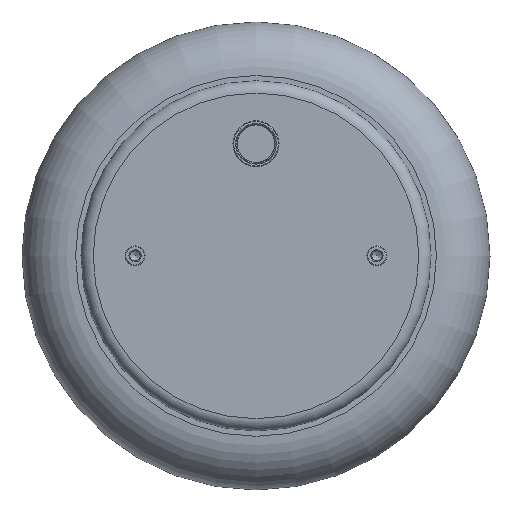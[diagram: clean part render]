
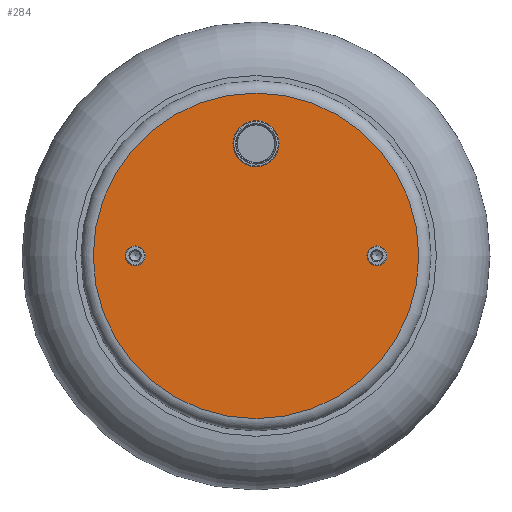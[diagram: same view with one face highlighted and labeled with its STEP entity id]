
A CAD part, top view. The second image highlights one B-rep face of the part: STEP entity #284.
In plain terms, the highlighted planar face has unit normal (0, 0, 1).
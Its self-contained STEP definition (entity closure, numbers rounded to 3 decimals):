
#284=ADVANCED_FACE('',(#409,#410,#411,#412),#384,.T.);
#384=PLANE('',#1284);
#409=FACE_BOUND('',#591,.T.);
#410=FACE_BOUND('',#592,.T.);
#411=FACE_BOUND('',#593,.T.);
#412=FACE_BOUND('',#594,.T.);
#591=EDGE_LOOP('',(#775));
#592=EDGE_LOOP('',(#776));
#593=EDGE_LOOP('',(#777));
#594=EDGE_LOOP('',(#778));
#775=ORIENTED_EDGE('',*,*,#1083,.T.);
#776=ORIENTED_EDGE('',*,*,#1084,.F.);
#777=ORIENTED_EDGE('',*,*,#1085,.F.);
#778=ORIENTED_EDGE('',*,*,#1086,.T.);
#979=VERTEX_POINT('',#1860);
#980=VERTEX_POINT('',#1862);
#981=VERTEX_POINT('',#1864);
#982=VERTEX_POINT('',#1866);
#1083=EDGE_CURVE('',#979,#979,#1185,.T.);
#1084=EDGE_CURVE('',#980,#980,#1186,.T.);
#1085=EDGE_CURVE('',#981,#981,#1187,.T.);
#1086=EDGE_CURVE('',#982,#982,#1188,.T.);
#1185=CIRCLE('',#1280,15.);
#1186=CIRCLE('',#1281,6.5);
#1187=CIRCLE('',#1282,6.5);
#1188=CIRCLE('',#1283,106.);
#1280=AXIS2_PLACEMENT_3D('',#1859,#1474,#1475);
#1281=AXIS2_PLACEMENT_3D('',#1861,#1476,#1477);
#1282=AXIS2_PLACEMENT_3D('',#1863,#1478,#1479);
#1283=AXIS2_PLACEMENT_3D('',#1865,#1480,#1481);
#1284=AXIS2_PLACEMENT_3D('',#1867,#1482,#1483);
#1474=DIRECTION('',(0.,0.,-1.));
#1475=DIRECTION('',(1.,0.,0.));
#1476=DIRECTION('',(0.,0.,1.));
#1477=DIRECTION('',(1.,0.,0.));
#1478=DIRECTION('',(0.,0.,1.));
#1479=DIRECTION('',(1.,0.,0.));
#1480=DIRECTION('',(0.,0.,1.));
#1481=DIRECTION('',(1.,0.,0.));
#1482=DIRECTION('',(0.,0.,1.));
#1483=DIRECTION('',(1.,0.,0.));
#1859=CARTESIAN_POINT('',(0.,73.,112.85));
#1860=CARTESIAN_POINT('',(15.,73.,112.85));
#1861=CARTESIAN_POINT('',(78.75,0.,112.85));
#1862=CARTESIAN_POINT('',(85.25,0.,112.85));
#1863=CARTESIAN_POINT('',(-78.75,0.,112.85));
#1864=CARTESIAN_POINT('',(-72.25,0.,112.85));
#1865=CARTESIAN_POINT('',(0.,0.,112.85));
#1866=CARTESIAN_POINT('',(106.,0.,112.85));
#1867=CARTESIAN_POINT('',(0.,0.,112.85));
